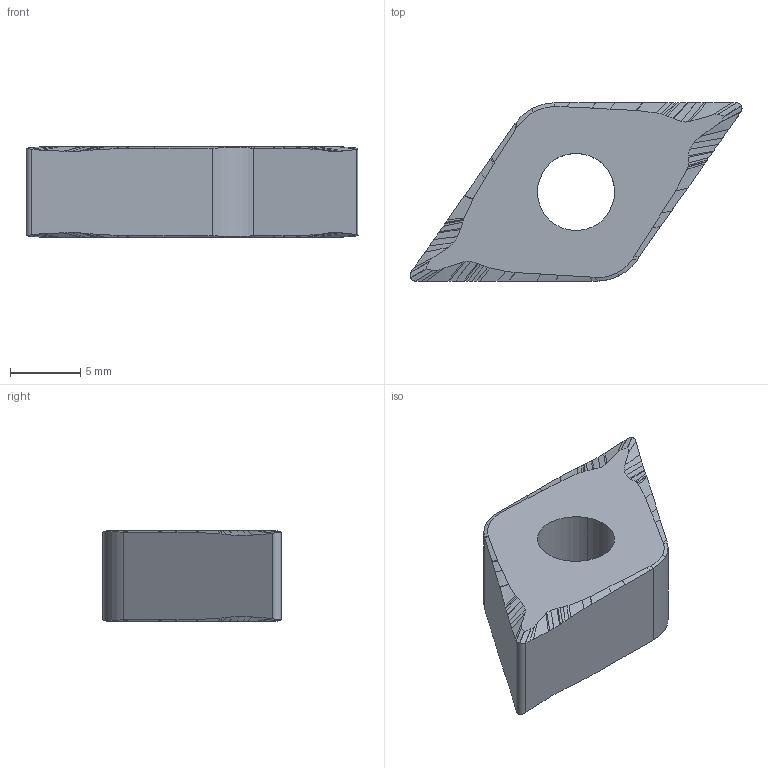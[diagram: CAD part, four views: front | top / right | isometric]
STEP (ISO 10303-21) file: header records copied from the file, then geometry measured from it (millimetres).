
FILE_DESCRIPTION(('CATIA V5 STEP','CAx-IF Rec.Pracs.--- Model Styling and Organization---1.2---2011-12-15'),'2;1');
FILE_NAME('4.stp','2013-11-14T05:30:55+00:00',('none'),('none'),'CATIA Version 5 Release 21 SP 5 (IN-10)','CATIA V5 STEP AP214','none');
FILE_SCHEMA(('AUTOMOTIVE_DESIGN { 1 0 10303 214 1 1 1 1 }'));
Length unit declared in the file: millimetre
Products named in the file (1): 60923599_0 Blank Sintered DNMG 150604-NF 
Bounding box: 23.66 x 12.7 x 6.45 mm (x, y, z)
Volume: 1100.1 mm3; surface area: 825.4 mm2
Topology: 1 solids, 1 shells, 214 faces, 686 edges, 473 vertices
Faces by surface type: bspline 202, cylinder 6, plane 6
Entity records: 12430 total; most frequent: CARTESIAN_POINT 8323, ORIENTED_EDGE 1240, B_SPLINE_CURVE_WITH_KNOTS 642, EDGE_CURVE 620, VERTEX_POINT 408, EDGE_LOOP 216, ADVANCED_FACE 214, FACE_OUTER_BOUND 214
